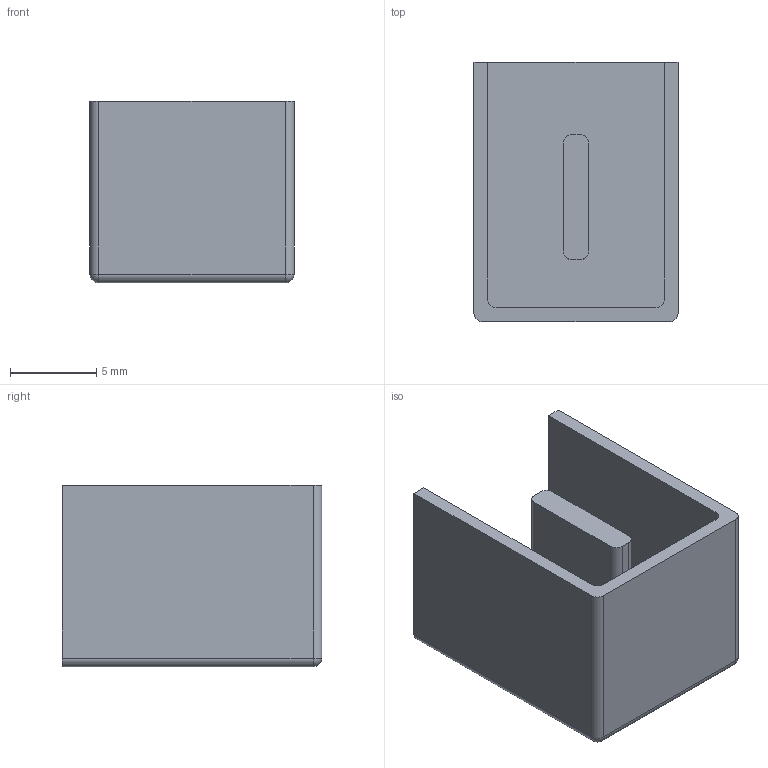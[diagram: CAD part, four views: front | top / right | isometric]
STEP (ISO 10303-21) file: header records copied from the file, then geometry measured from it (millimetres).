
FILE_DESCRIPTION (( 'STEP AP203' ), '1' );
FILE_NAME ('3026.STEP', '2020-08-17T13:37:18', ( '' ), ( '' ), 'SwSTEP 2.0', 'SolidWorks 2011', '' );
FILE_SCHEMA (( 'CONFIG_CONTROL_DESIGN' ));
Length unit declared in the file: millimetre
Products named in the file (1): 3026
Bounding box: 11.8 x 15 x 10.5 mm (x, y, z)
Volume: 544.7 mm3; surface area: 1320.4 mm2
Topology: 1 solids, 1 shells, 28 faces, 71 edges, 44 vertices
Faces by surface type: plane 15, cylinder 11, sphere 2
Entity records: 904 total; most frequent: DIRECTION 149, CARTESIAN_POINT 142, ORIENTED_EDGE 138, EDGE_CURVE 69, AXIS2_PLACEMENT_3D 51, VECTOR 47, LINE 47, VERTEX_POINT 44
